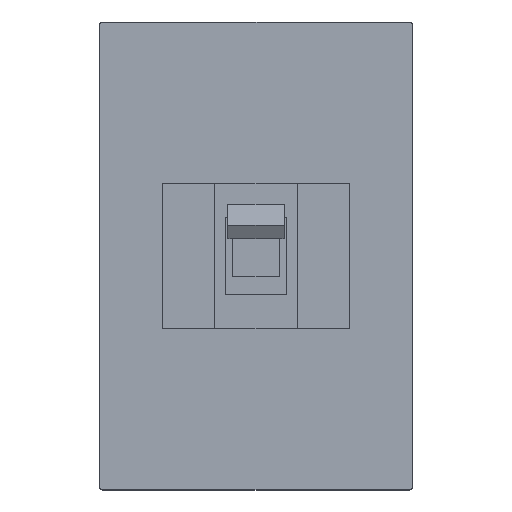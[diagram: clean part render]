
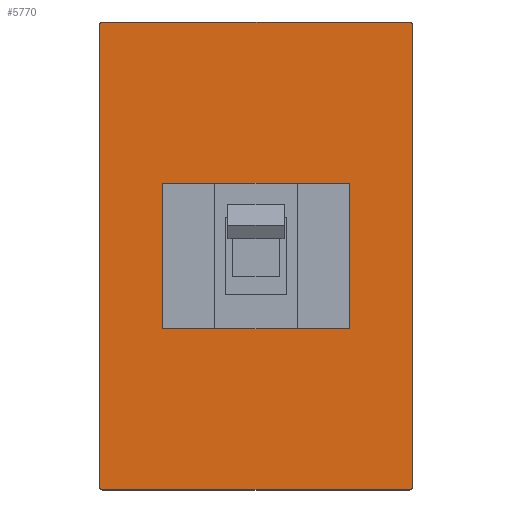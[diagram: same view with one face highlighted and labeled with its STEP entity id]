
A CAD part, top view. The second image highlights one B-rep face of the part: STEP entity #5770.
In plain terms, the highlighted planar face has unit normal (0, 0, 1).
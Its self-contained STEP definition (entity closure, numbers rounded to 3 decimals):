
#148 = VECTOR ( 'NONE', #9810, 1000. ) ;
#278 = LINE ( 'NONE', #3427, #7220 ) ;
#304 = CARTESIAN_POINT ( 'NONE',  ( 95., 143., 111.2 ) ) ;
#457 = CARTESIAN_POINT ( 'NONE',  ( 95., 145., 111.2 ) ) ;
#552 = DIRECTION ( 'NONE',  ( 1., 0., 0. ) ) ;
#626 = VERTEX_POINT ( 'NONE', #9529 ) ;
#649 = DIRECTION ( 'NONE',  ( 0., 0., 1. ) ) ;
#1073 = CARTESIAN_POINT ( 'NONE',  ( 58., 45., 111.2 ) ) ;
#1078 = CARTESIAN_POINT ( 'NONE',  ( 97., 145., 111.2 ) ) ;
#1206 = EDGE_CURVE ( 'NONE', #5536, #11876, #3029, .T. ) ;
#1234 = CARTESIAN_POINT ( 'NONE',  ( -58., 45., 111.2 ) ) ;
#1433 = EDGE_CURVE ( 'NONE', #3836, #10691, #3661, .T. ) ;
#1618 = DIRECTION ( 'NONE',  ( 1., 0., 0. ) ) ;
#1690 = ORIENTED_EDGE ( 'NONE', *, *, #1206, .F. ) ;
#2042 = DIRECTION ( 'NONE',  ( 0., 0., 1. ) ) ;
#2095 = LINE ( 'NONE', #4380, #9006 ) ;
#2113 = EDGE_CURVE ( 'NONE', #14981, #5701, #9039, .T. ) ;
#2148 = ORIENTED_EDGE ( 'NONE', *, *, #2113, .T. ) ;
#2247 = ORIENTED_EDGE ( 'NONE', *, *, #7401, .F. ) ;
#2502 = CARTESIAN_POINT ( 'NONE',  ( -58., 45., 111.2 ) ) ;
#3029 = LINE ( 'NONE', #1234, #16858 ) ;
#3074 = LINE ( 'NONE', #6108, #6114 ) ;
#3194 = VERTEX_POINT ( 'NONE', #9216 ) ;
#3427 = CARTESIAN_POINT ( 'NONE',  ( -97., 145., 111.2 ) ) ;
#3509 = AXIS2_PLACEMENT_3D ( 'NONE', #16122, #8350, #552 ) ;
#3661 = LINE ( 'NONE', #16282, #148 ) ;
#3836 = VERTEX_POINT ( 'NONE', #8585 ) ;
#4380 = CARTESIAN_POINT ( 'NONE',  ( -58., -45., 111.2 ) ) ;
#4455 = ORIENTED_EDGE ( 'NONE', *, *, #16000, .T. ) ;
#4714 = DIRECTION ( 'NONE',  ( 0., -1., 0. ) ) ;
#4752 = DIRECTION ( 'NONE',  ( 0., -1., 0. ) ) ;
#4957 = VERTEX_POINT ( 'NONE', #14388 ) ;
#5054 = CARTESIAN_POINT ( 'NONE',  ( -58., -45., 111.2 ) ) ;
#5107 = AXIS2_PLACEMENT_3D ( 'NONE', #5857, #649, #9755 ) ;
#5287 = ORIENTED_EDGE ( 'NONE', *, *, #11893, .F. ) ;
#5536 = VERTEX_POINT ( 'NONE', #11693 ) ;
#5543 = VECTOR ( 'NONE', #11494, 1000. ) ;
#5701 = VERTEX_POINT ( 'NONE', #14689 ) ;
#5770 = ADVANCED_FACE ( 'NONE', ( #15259, #8361 ), #8461, .T. ) ;
#5857 = CARTESIAN_POINT ( 'NONE',  ( 0., 0., 111.2 ) ) ;
#5861 = AXIS2_PLACEMENT_3D ( 'NONE', #14122, #6330, #15422 ) ;
#5893 = ORIENTED_EDGE ( 'NONE', *, *, #10985, .F. ) ;
#5980 = CIRCLE ( 'NONE', #10313, 2. ) ;
#6078 = AXIS2_PLACEMENT_3D ( 'NONE', #9838, #2042, #11159 ) ;
#6108 = CARTESIAN_POINT ( 'NONE',  ( -58., 45., 111.2 ) ) ;
#6114 = VECTOR ( 'NONE', #4752, 1000. ) ;
#6314 = LINE ( 'NONE', #1073, #9760 ) ;
#6330 = DIRECTION ( 'NONE',  ( 0., 0., 1. ) ) ;
#6427 = DIRECTION ( 'NONE',  ( -1., 0., 0. ) ) ;
#7088 = ORIENTED_EDGE ( 'NONE', *, *, #8537, .T. ) ;
#7096 = EDGE_CURVE ( 'NONE', #3194, #11005, #15897, .T. ) ;
#7220 = VECTOR ( 'NONE', #4714, 1000. ) ;
#7401 = EDGE_CURVE ( 'NONE', #11876, #15797, #3074, .T. ) ;
#8101 = DIRECTION ( 'NONE',  ( -1., 0., 0. ) ) ;
#8198 = ORIENTED_EDGE ( 'NONE', *, *, #16272, .T. ) ;
#8249 = ORIENTED_EDGE ( 'NONE', *, *, #1433, .T. ) ;
#8350 = DIRECTION ( 'NONE',  ( 0., 0., 1. ) ) ;
#8361 = FACE_BOUND ( 'NONE', #15881, .T. ) ;
#8461 = PLANE ( 'NONE',  #5107 ) ;
#8537 = EDGE_CURVE ( 'NONE', #626, #3836, #12000, .T. ) ;
#8585 = CARTESIAN_POINT ( 'NONE',  ( -95., -145., 111.2 ) ) ;
#9006 = VECTOR ( 'NONE', #10790, 1000. ) ;
#9017 = ORIENTED_EDGE ( 'NONE', *, *, #15587, .T. ) ;
#9039 = LINE ( 'NONE', #15874, #15962 ) ;
#9216 = CARTESIAN_POINT ( 'NONE',  ( 97., -143., 111.2 ) ) ;
#9403 = DIRECTION ( 'NONE',  ( 0., 0., 1. ) ) ;
#9529 = CARTESIAN_POINT ( 'NONE',  ( -97., -143., 111.2 ) ) ;
#9755 = DIRECTION ( 'NONE',  ( 1., 0., 0. ) ) ;
#9760 = VECTOR ( 'NONE', #12896, 1000. ) ;
#9762 = EDGE_LOOP ( 'NONE', ( #2148, #8198, #9017, #7088, #8249, #13523, #16251, #4455 ) ) ;
#9808 = CARTESIAN_POINT ( 'NONE',  ( 97., 143., 111.2 ) ) ;
#9810 = DIRECTION ( 'NONE',  ( 1., 0., 0. ) ) ;
#9838 = CARTESIAN_POINT ( 'NONE',  ( 95., -143., 111.2 ) ) ;
#10087 = CARTESIAN_POINT ( 'NONE',  ( -97., 143., 111.2 ) ) ;
#10313 = AXIS2_PLACEMENT_3D ( 'NONE', #304, #9403, #1618 ) ;
#10691 = VERTEX_POINT ( 'NONE', #12235 ) ;
#10790 = DIRECTION ( 'NONE',  ( 1., 0., 0. ) ) ;
#10985 = EDGE_CURVE ( 'NONE', #15797, #4957, #2095, .T. ) ;
#11005 = VERTEX_POINT ( 'NONE', #9808 ) ;
#11159 = DIRECTION ( 'NONE',  ( 1., 0., 0. ) ) ;
#11439 = CIRCLE ( 'NONE', #5861, 2. ) ;
#11494 = DIRECTION ( 'NONE',  ( 0., 1., 0. ) ) ;
#11693 = CARTESIAN_POINT ( 'NONE',  ( 58., 45., 111.2 ) ) ;
#11784 = VERTEX_POINT ( 'NONE', #10087 ) ;
#11876 = VERTEX_POINT ( 'NONE', #2502 ) ;
#11893 = EDGE_CURVE ( 'NONE', #4957, #5536, #6314, .T. ) ;
#12000 = CIRCLE ( 'NONE', #3509, 2. ) ;
#12235 = CARTESIAN_POINT ( 'NONE',  ( 95., -145., 111.2 ) ) ;
#12896 = DIRECTION ( 'NONE',  ( 0., 1., 0. ) ) ;
#13523 = ORIENTED_EDGE ( 'NONE', *, *, #16758, .T. ) ;
#14122 = CARTESIAN_POINT ( 'NONE',  ( -95., 143., 111.2 ) ) ;
#14388 = CARTESIAN_POINT ( 'NONE',  ( 58., -45., 111.2 ) ) ;
#14689 = CARTESIAN_POINT ( 'NONE',  ( -95., 145., 111.2 ) ) ;
#14981 = VERTEX_POINT ( 'NONE', #457 ) ;
#15259 = FACE_OUTER_BOUND ( 'NONE', #9762, .T. ) ;
#15422 = DIRECTION ( 'NONE',  ( 1., 0., 0. ) ) ;
#15587 = EDGE_CURVE ( 'NONE', #11784, #626, #278, .T. ) ;
#15797 = VERTEX_POINT ( 'NONE', #5054 ) ;
#15874 = CARTESIAN_POINT ( 'NONE',  ( -97., 145., 111.2 ) ) ;
#15881 = EDGE_LOOP ( 'NONE', ( #5893, #2247, #1690, #5287 ) ) ;
#15897 = LINE ( 'NONE', #1078, #5543 ) ;
#15962 = VECTOR ( 'NONE', #8101, 1000. ) ;
#16000 = EDGE_CURVE ( 'NONE', #11005, #14981, #5980, .T. ) ;
#16122 = CARTESIAN_POINT ( 'NONE',  ( -95., -143., 111.2 ) ) ;
#16251 = ORIENTED_EDGE ( 'NONE', *, *, #7096, .T. ) ;
#16272 = EDGE_CURVE ( 'NONE', #5701, #11784, #11439, .T. ) ;
#16282 = CARTESIAN_POINT ( 'NONE',  ( -97., -145., 111.2 ) ) ;
#16285 = CIRCLE ( 'NONE', #6078, 2. ) ;
#16758 = EDGE_CURVE ( 'NONE', #10691, #3194, #16285, .T. ) ;
#16858 = VECTOR ( 'NONE', #6427, 1000. ) ;
